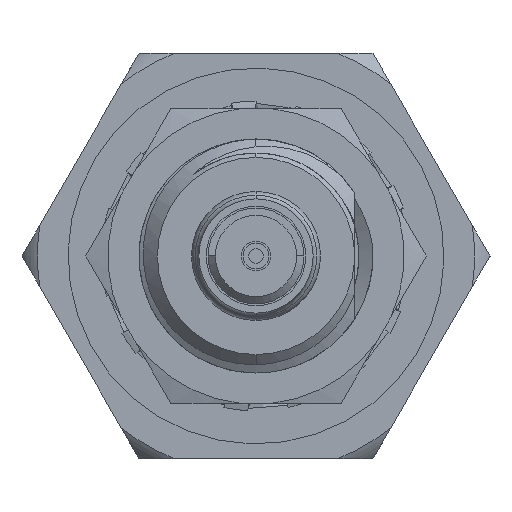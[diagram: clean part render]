
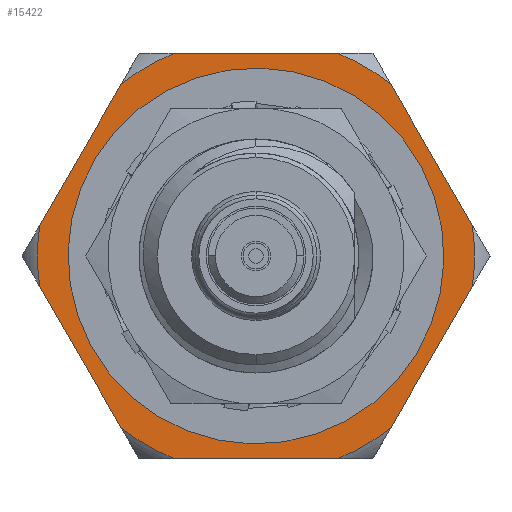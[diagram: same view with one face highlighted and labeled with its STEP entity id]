
A CAD part, front view. The second image highlights one B-rep face of the part: STEP entity #15422.
In plain terms, the highlighted planar face has unit normal (0, -1, 0).
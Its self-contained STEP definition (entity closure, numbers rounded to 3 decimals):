
#339 = ORIENTED_EDGE ( 'NONE', *, *, #15594, .T. ) ;
#430 = CARTESIAN_POINT ( 'NONE',  ( -5.873, 11.28, 0.827 ) ) ;
#729 = AXIS2_PLACEMENT_3D ( 'NONE', #4270, #14658, #18858 ) ;
#1022 = CARTESIAN_POINT ( 'NONE',  ( -5.956, 11.28, -0.682 ) ) ;
#1330 = EDGE_CURVE ( 'NONE', #5712, #2063, #2367, .T. ) ;
#1491 = FACE_OUTER_BOUND ( 'NONE', #2883, .T. ) ;
#1624 = FACE_BOUND ( 'NONE', #11825, .T. ) ;
#1952 = DIRECTION ( 'NONE',  ( 0., -1., 0. ) ) ;
#2063 = VERTEX_POINT ( 'NONE', #15307 ) ;
#2367 = CIRCLE ( 'NONE', #9266, 4.775 ) ;
#2420 = CARTESIAN_POINT ( 'NONE',  ( 0., 11.28, -4.775 ) ) ;
#2432 = VERTEX_POINT ( 'NONE', #10730 ) ;
#2664 = DIRECTION ( 'NONE',  ( 0., 0., -1. ) ) ;
#2799 = DIRECTION ( 'NONE',  ( 0., -1., 0. ) ) ;
#2883 = EDGE_LOOP ( 'NONE', ( #12798, #339, #20094, #8223, #23316, #19628, #10598, #24051, #6687, #15989, #9576, #8642 ) ) ;
#2951 = VECTOR ( 'NONE', #24398, 1000. ) ;
#3287 = CIRCLE ( 'NONE', #23575, 5.931 ) ;
#3613 = VERTEX_POINT ( 'NONE', #11474 ) ;
#3638 = CIRCLE ( 'NONE', #25200, 5.931 ) ;
#4198 = LINE ( 'NONE', #6474, #19874 ) ;
#4270 = CARTESIAN_POINT ( 'NONE',  ( 0., 11.28, 0. ) ) ;
#4917 = ORIENTED_EDGE ( 'NONE', *, *, #1330, .F. ) ;
#4971 = CARTESIAN_POINT ( 'NONE',  ( 0., 11.28, 0. ) ) ;
#4987 = CARTESIAN_POINT ( 'NONE',  ( 2.22, 11.28, -5.499 ) ) ;
#5712 = VERTEX_POINT ( 'NONE', #2420 ) ;
#5797 = EDGE_CURVE ( 'NONE', #25527, #3613, #24731, .T. ) ;
#5932 = EDGE_CURVE ( 'NONE', #3613, #22207, #6327, .T. ) ;
#6062 = EDGE_CURVE ( 'NONE', #20768, #7684, #14789, .T. ) ;
#6327 = CIRCLE ( 'NONE', #729, 5.931 ) ;
#6474 = CARTESIAN_POINT ( 'NONE',  ( 3.569, 11.28, -4.817 ) ) ;
#6682 = VERTEX_POINT ( 'NONE', #6730 ) ;
#6687 = ORIENTED_EDGE ( 'NONE', *, *, #19222, .T. ) ;
#6721 = VERTEX_POINT ( 'NONE', #17552 ) ;
#6730 = CARTESIAN_POINT ( 'NONE',  ( -2.22, 11.28, 5.499 ) ) ;
#6854 = VECTOR ( 'NONE', #7377, 1000. ) ;
#6989 = DIRECTION ( 'NONE',  ( 0., 0., -1. ) ) ;
#7354 = EDGE_CURVE ( 'NONE', #12938, #24803, #19551, .T. ) ;
#7369 = CARTESIAN_POINT ( 'NONE',  ( -4.775, 11.28, -5.499 ) ) ;
#7377 = DIRECTION ( 'NONE',  ( 0.5, 0., -0.866 ) ) ;
#7473 = CARTESIAN_POINT ( 'NONE',  ( -3.652, 11.28, 4.673 ) ) ;
#7569 = DIRECTION ( 'NONE',  ( 0., 0., 1. ) ) ;
#7610 = DIRECTION ( 'NONE',  ( 0., -1., 0. ) ) ;
#7684 = VERTEX_POINT ( 'NONE', #430 ) ;
#7706 = PLANE ( 'NONE',  #13817 ) ;
#7814 = EDGE_CURVE ( 'NONE', #22207, #6682, #22144, .T. ) ;
#8223 = ORIENTED_EDGE ( 'NONE', *, *, #5797, .T. ) ;
#8348 = EDGE_CURVE ( 'NONE', #6682, #20768, #3287, .T. ) ;
#8642 = ORIENTED_EDGE ( 'NONE', *, *, #25910, .T. ) ;
#8862 = CARTESIAN_POINT ( 'NONE',  ( 0., 11.28, 0. ) ) ;
#8958 = DIRECTION ( 'NONE',  ( -0.5, 0., -0.866 ) ) ;
#8959 = CARTESIAN_POINT ( 'NONE',  ( -4.775, 11.28, 0. ) ) ;
#9266 = AXIS2_PLACEMENT_3D ( 'NONE', #12616, #16828, #12227 ) ;
#9447 = EDGE_CURVE ( 'NONE', #24803, #13307, #3638, .T. ) ;
#9576 = ORIENTED_EDGE ( 'NONE', *, *, #9447, .T. ) ;
#10598 = ORIENTED_EDGE ( 'NONE', *, *, #8348, .T. ) ;
#10730 = CARTESIAN_POINT ( 'NONE',  ( 3.652, 11.28, -4.673 ) ) ;
#11128 = CARTESIAN_POINT ( 'NONE',  ( -5.956, 11.28, 0.682 ) ) ;
#11191 = ORIENTED_EDGE ( 'NONE', *, *, #16470, .F. ) ;
#11365 = CARTESIAN_POINT ( 'NONE',  ( 2.22, 11.28, 5.499 ) ) ;
#11474 = CARTESIAN_POINT ( 'NONE',  ( 3.652, 11.28, 4.673 ) ) ;
#11602 = CARTESIAN_POINT ( 'NONE',  ( 5.873, 11.28, 0.827 ) ) ;
#11825 = EDGE_LOOP ( 'NONE', ( #4917, #11191 ) ) ;
#11846 = CARTESIAN_POINT ( 'NONE',  ( 0., 11.28, 0. ) ) ;
#11937 = VECTOR ( 'NONE', #8958, 1000. ) ;
#12227 = DIRECTION ( 'NONE',  ( 0., 0., -1. ) ) ;
#12616 = CARTESIAN_POINT ( 'NONE',  ( 0., 11.28, 0. ) ) ;
#12798 = ORIENTED_EDGE ( 'NONE', *, *, #16336, .T. ) ;
#12938 = VERTEX_POINT ( 'NONE', #25367 ) ;
#13307 = VERTEX_POINT ( 'NONE', #25996 ) ;
#13723 = CARTESIAN_POINT ( 'NONE',  ( 0., 11.28, 0. ) ) ;
#13817 = AXIS2_PLACEMENT_3D ( 'NONE', #8959, #22306, #7569 ) ;
#14014 = DIRECTION ( 'NONE',  ( 0., 0., -1. ) ) ;
#14451 = CARTESIAN_POINT ( 'NONE',  ( 3.569, 11.28, 4.817 ) ) ;
#14582 = DIRECTION ( 'NONE',  ( -0.5, 0., 0.866 ) ) ;
#14658 = DIRECTION ( 'NONE',  ( 0., -1., 0. ) ) ;
#14789 = LINE ( 'NONE', #11128, #11937 ) ;
#15259 = CARTESIAN_POINT ( 'NONE',  ( 0., 11.28, 0. ) ) ;
#15307 = CARTESIAN_POINT ( 'NONE',  ( 0., 11.28, 4.775 ) ) ;
#15422 = ADVANCED_FACE ( 'NONE', ( #1624, #1491 ), #7706, .F. ) ;
#15519 = AXIS2_PLACEMENT_3D ( 'NONE', #26125, #7610, #15864 ) ;
#15594 = EDGE_CURVE ( 'NONE', #2432, #6721, #4198, .T. ) ;
#15864 = DIRECTION ( 'NONE',  ( 0., 0., -1. ) ) ;
#15989 = ORIENTED_EDGE ( 'NONE', *, *, #7354, .T. ) ;
#16148 = LINE ( 'NONE', #7369, #2951 ) ;
#16336 = EDGE_CURVE ( 'NONE', #23812, #2432, #26296, .T. ) ;
#16372 = AXIS2_PLACEMENT_3D ( 'NONE', #8862, #2799, #6989 ) ;
#16419 = DIRECTION ( 'NONE',  ( 0., 0., -1. ) ) ;
#16470 = EDGE_CURVE ( 'NONE', #2063, #5712, #16818, .T. ) ;
#16818 = CIRCLE ( 'NONE', #15519, 4.775 ) ;
#16828 = DIRECTION ( 'NONE',  ( 0., -1., 0. ) ) ;
#16878 = EDGE_CURVE ( 'NONE', #6721, #25527, #23721, .T. ) ;
#17479 = CIRCLE ( 'NONE', #21804, 5.931 ) ;
#17552 = CARTESIAN_POINT ( 'NONE',  ( 5.873, 11.28, -0.827 ) ) ;
#17954 = CARTESIAN_POINT ( 'NONE',  ( -4.775, 11.28, 5.499 ) ) ;
#18257 = DIRECTION ( 'NONE',  ( 0.5, 0., 0.866 ) ) ;
#18660 = CARTESIAN_POINT ( 'NONE',  ( -3.652, 11.28, -4.673 ) ) ;
#18858 = DIRECTION ( 'NONE',  ( 0., 0., -1. ) ) ;
#19159 = DIRECTION ( 'NONE',  ( 0., -1., 0. ) ) ;
#19222 = EDGE_CURVE ( 'NONE', #7684, #12938, #17479, .T. ) ;
#19319 = VECTOR ( 'NONE', #14582, 1000. ) ;
#19551 = LINE ( 'NONE', #1022, #6854 ) ;
#19628 = ORIENTED_EDGE ( 'NONE', *, *, #7814, .T. ) ;
#19874 = VECTOR ( 'NONE', #18257, 1000. ) ;
#20094 = ORIENTED_EDGE ( 'NONE', *, *, #16878, .T. ) ;
#20250 = DIRECTION ( 'NONE',  ( 0., -1., 0. ) ) ;
#20768 = VERTEX_POINT ( 'NONE', #7473 ) ;
#21804 = AXIS2_PLACEMENT_3D ( 'NONE', #15259, #1952, #16419 ) ;
#22144 = LINE ( 'NONE', #17954, #23991 ) ;
#22207 = VERTEX_POINT ( 'NONE', #11365 ) ;
#22306 = DIRECTION ( 'NONE',  ( 0., 1., 0. ) ) ;
#23285 = AXIS2_PLACEMENT_3D ( 'NONE', #4971, #19159, #2664 ) ;
#23316 = ORIENTED_EDGE ( 'NONE', *, *, #5932, .T. ) ;
#23575 = AXIS2_PLACEMENT_3D ( 'NONE', #13723, #23877, #25899 ) ;
#23721 = CIRCLE ( 'NONE', #16372, 5.931 ) ;
#23812 = VERTEX_POINT ( 'NONE', #4987 ) ;
#23877 = DIRECTION ( 'NONE',  ( 0., -1., 0. ) ) ;
#23991 = VECTOR ( 'NONE', #26185, 1000. ) ;
#24051 = ORIENTED_EDGE ( 'NONE', *, *, #6062, .T. ) ;
#24398 = DIRECTION ( 'NONE',  ( 1., 0., 0. ) ) ;
#24731 = LINE ( 'NONE', #14451, #19319 ) ;
#24803 = VERTEX_POINT ( 'NONE', #18660 ) ;
#25200 = AXIS2_PLACEMENT_3D ( 'NONE', #11846, #20250, #14014 ) ;
#25367 = CARTESIAN_POINT ( 'NONE',  ( -5.873, 11.28, -0.827 ) ) ;
#25527 = VERTEX_POINT ( 'NONE', #11602 ) ;
#25899 = DIRECTION ( 'NONE',  ( 0., 0., -1. ) ) ;
#25910 = EDGE_CURVE ( 'NONE', #13307, #23812, #16148, .T. ) ;
#25996 = CARTESIAN_POINT ( 'NONE',  ( -2.22, 11.28, -5.499 ) ) ;
#26125 = CARTESIAN_POINT ( 'NONE',  ( 0., 11.28, 0. ) ) ;
#26185 = DIRECTION ( 'NONE',  ( -1., 0., 0. ) ) ;
#26296 = CIRCLE ( 'NONE', #23285, 5.931 ) ;
